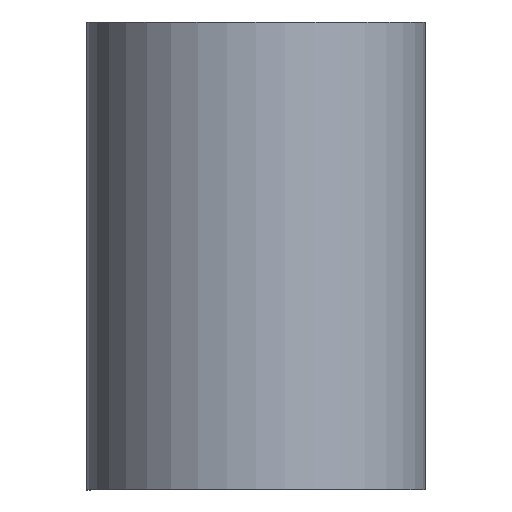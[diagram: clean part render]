
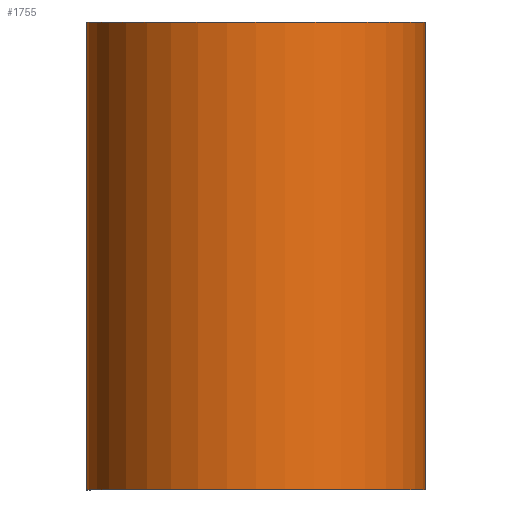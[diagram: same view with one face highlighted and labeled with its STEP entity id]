
A CAD part, top view. The second image highlights one B-rep face of the part: STEP entity #1755.
In plain terms, the highlighted cylindrical face has radius 10.875 mm (diameter 21.75 mm), a partial arc.
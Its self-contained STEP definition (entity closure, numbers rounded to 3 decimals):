
#1 = DIRECTION ( 'NONE',  ( 1., 0., 0. ) ) ;
#46 = ORIENTED_EDGE ( 'NONE', *, *, #2137, .T. ) ;
#175 = VECTOR ( 'NONE', #535, 1000. ) ;
#204 = CARTESIAN_POINT ( 'NONE',  ( -0.125, 0., 0. ) ) ;
#306 = LINE ( 'NONE', #1195, #890 ) ;
#388 = DIRECTION ( 'NONE',  ( 0., 0., -1. ) ) ;
#401 = VERTEX_POINT ( 'NONE', #2628 ) ;
#405 = DIRECTION ( 'NONE',  ( 0., -1., 0. ) ) ;
#535 = DIRECTION ( 'NONE',  ( 0., -1., 0. ) ) ;
#543 = DIRECTION ( 'NONE',  ( 0., -1., 0. ) ) ;
#643 = EDGE_CURVE ( 'NONE', #1193, #401, #1200, .T. ) ;
#838 = CYLINDRICAL_SURFACE ( 'NONE', #2803, 10.875 ) ;
#890 = VECTOR ( 'NONE', #2211, 1000. ) ;
#985 = DIRECTION ( 'NONE',  ( 0., -1., 0. ) ) ;
#1001 = CARTESIAN_POINT ( 'NONE',  ( 10.75, 30., 0. ) ) ;
#1184 = EDGE_CURVE ( 'NONE', #1193, #2128, #1332, .T. ) ;
#1193 = VERTEX_POINT ( 'NONE', #1001 ) ;
#1195 = CARTESIAN_POINT ( 'NONE',  ( -11., 30., 0. ) ) ;
#1200 = LINE ( 'NONE', #1450, #175 ) ;
#1215 = AXIS2_PLACEMENT_3D ( 'NONE', #204, #405, #1 ) ;
#1260 = FACE_OUTER_BOUND ( 'NONE', #2429, .T. ) ;
#1332 = CIRCLE ( 'NONE', #1556, 10.875 ) ;
#1401 = CARTESIAN_POINT ( 'NONE',  ( -11., 30., 0. ) ) ;
#1429 = ORIENTED_EDGE ( 'NONE', *, *, #1184, .T. ) ;
#1436 = CIRCLE ( 'NONE', #1215, 10.875 ) ;
#1450 = CARTESIAN_POINT ( 'NONE',  ( 10.75, 30., 0. ) ) ;
#1556 = AXIS2_PLACEMENT_3D ( 'NONE', #1663, #985, #1855 ) ;
#1644 = ORIENTED_EDGE ( 'NONE', *, *, #1971, .F. ) ;
#1650 = CARTESIAN_POINT ( 'NONE',  ( -11., 0., 0. ) ) ;
#1663 = CARTESIAN_POINT ( 'NONE',  ( -0.125, 30., 0. ) ) ;
#1755 = ADVANCED_FACE ( 'NONE', ( #1260 ), #838, .T. ) ;
#1785 = ORIENTED_EDGE ( 'NONE', *, *, #643, .F. ) ;
#1855 = DIRECTION ( 'NONE',  ( 1., 0., 0. ) ) ;
#1893 = CARTESIAN_POINT ( 'NONE',  ( -0.125, 30., 0. ) ) ;
#1971 = EDGE_CURVE ( 'NONE', #401, #2700, #1436, .T. ) ;
#2128 = VERTEX_POINT ( 'NONE', #1401 ) ;
#2137 = EDGE_CURVE ( 'NONE', #2128, #2700, #306, .T. ) ;
#2211 = DIRECTION ( 'NONE',  ( 0., -1., 0. ) ) ;
#2429 = EDGE_LOOP ( 'NONE', ( #1644, #1785, #1429, #46 ) ) ;
#2628 = CARTESIAN_POINT ( 'NONE',  ( 10.75, 0., 0. ) ) ;
#2700 = VERTEX_POINT ( 'NONE', #1650 ) ;
#2803 = AXIS2_PLACEMENT_3D ( 'NONE', #1893, #543, #388 ) ;
